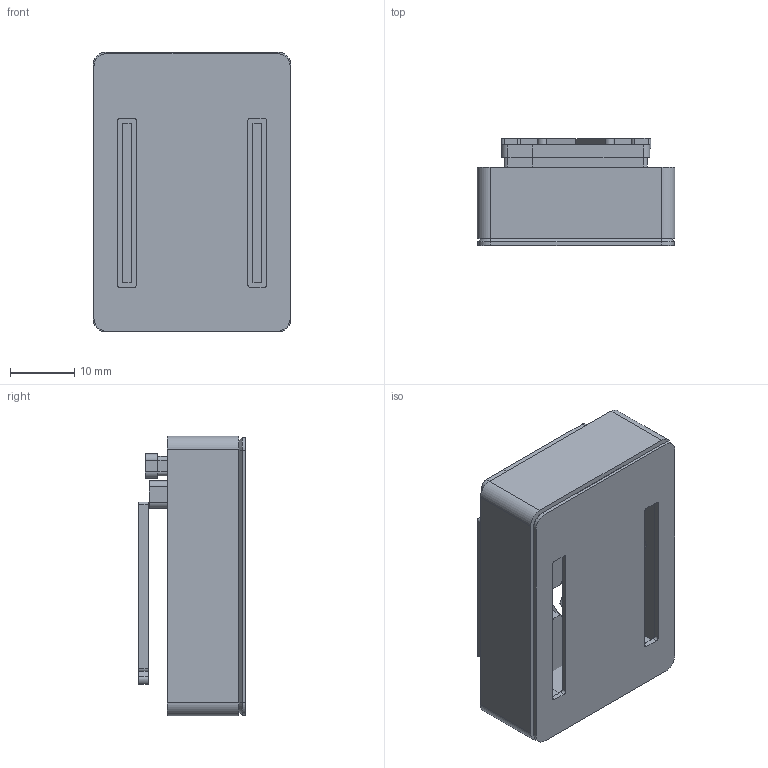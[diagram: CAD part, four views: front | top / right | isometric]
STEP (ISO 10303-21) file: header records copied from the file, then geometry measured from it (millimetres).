
FILE_DESCRIPTION(/* description */ (''),/* implementation_level */ '2;1');
FILE_NAME(/* name */ '0ef1cba8-aee4-4f45-8dd6-184043687b7e.stp',/* time_stamp */ '2017-08-17T16:24:25+00:00',/* author */ (''),/* organization */ (''),/* preprocessor_version */ 'ST-DEVELOPER v16.13',/* originating_system */ 'Autodesk Translation Framework v6.1.1.50',/* authorisation */ '');
FILE_SCHEMA (('AUTOMOTIVE_DESIGN { 1 0 10303 214 3 1 1 }'));
Length unit declared in the file: millimetre
Products named in the file (1): Huzzah enclosure v69
Bounding box: 30.83 x 16.66 x 43.62 mm (x, y, z)
Volume: 5893.4 mm3; surface area: 12811.7 mm2
Topology: 6 solids, 6 shells, 417 faces, 1134 edges, 751 vertices
Faces by surface type: plane 243, cylinder 120, bspline 50, cone 4
Full cylindrical faces by diameter (mm): 2.5 x4, 3 x2, 3.5 x2, 4 x2
Entity records: 13601 total; most frequent: CARTESIAN_POINT 3161, ORIENTED_EDGE 2244, DIRECTION 2010, EDGE_CURVE 1122, LINE 774, VECTOR 774, VERTEX_POINT 749, AXIS2_PLACEMENT_3D 618
